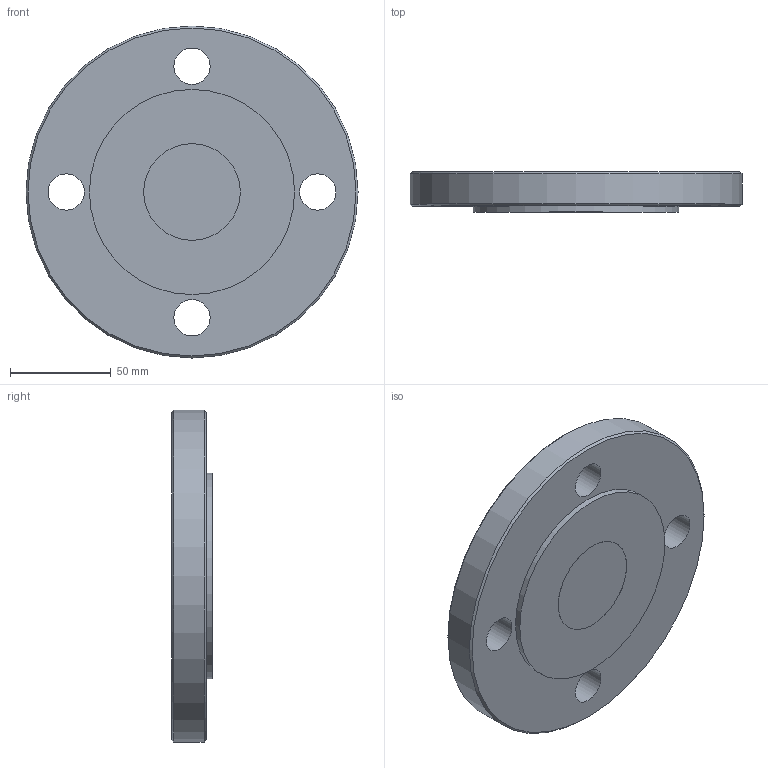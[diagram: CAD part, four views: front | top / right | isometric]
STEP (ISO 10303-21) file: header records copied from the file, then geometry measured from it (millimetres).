
FILE_DESCRIPTION(/* description */ (''),/* implementation_level */ '2;1');
FILE_NAME(/* name */ '31339W.stp',/* time_stamp */ '2018-02-06T10:03:57+01:00',/* author */ ('acgl'),/* organization */ (''),/* preprocessor_version */ 'ST-DEVELOPER v15.6',/* originating_system */ 'Autodesk Inventor 2015',/* authorisation */ '');
FILE_SCHEMA (('AUTOMOTIVE_DESIGN { 1 0 10303 214 3 1 1 }'));
Length unit declared in the file: centimetre
Products named in the file (1): 31339W
Bounding box: 165 x 20.05 x 165 mm (x, y, z)
Volume: 370198.2 mm3; surface area: 53788.3 mm2
Topology: 1 solids, 1 shells, 17 faces, 31 edges, 20 vertices
Faces by surface type: cylinder 9, plane 6, cone 2
Full cylindrical faces by diameter (mm): 5.5 x1, 10.1 x1, 18 x4, 48 x1, 102 x1, 165 x1
Entity records: 445 total; most frequent: DIRECTION 76, CARTESIAN_POINT 58, EDGE_LOOP 40, ORIENTED_EDGE 40, AXIS2_PLACEMENT_3D 38, FACE_BOUND 23, CIRCLE 20, VERTEX_POINT 20
